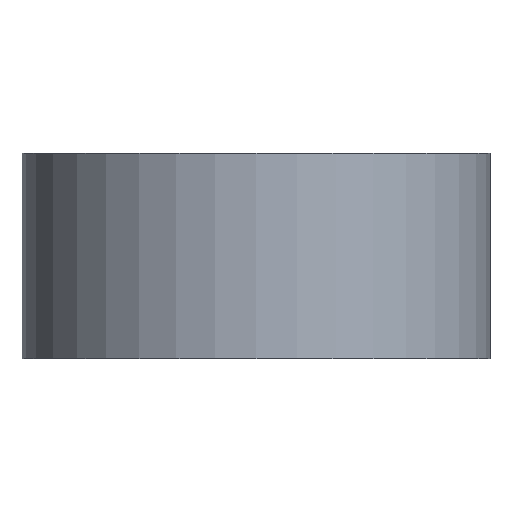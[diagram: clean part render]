
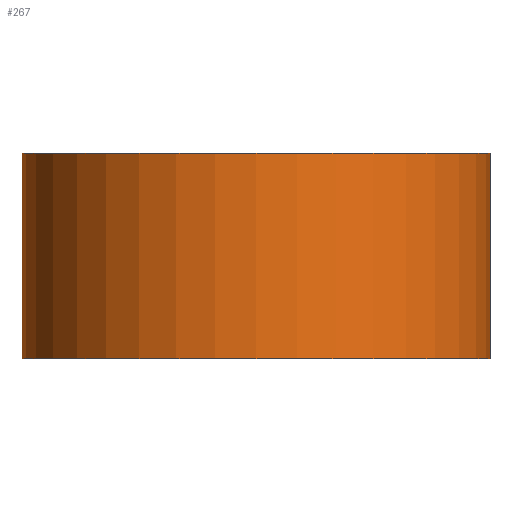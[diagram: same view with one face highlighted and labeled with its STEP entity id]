
A CAD part, front view. The second image highlights one B-rep face of the part: STEP entity #267.
In plain terms, the highlighted cylindrical face has radius 5.125 mm (diameter 10.25 mm), a partial arc.
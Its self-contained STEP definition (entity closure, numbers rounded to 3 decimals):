
#15 = CIRCLE ( 'NONE', #97, 5.125 ) ;
#32 = VECTOR ( 'NONE', #258, 1000. ) ;
#34 = CARTESIAN_POINT ( 'NONE',  ( -5.125, 0., 4.5 ) ) ;
#36 = ORIENTED_EDGE ( 'NONE', *, *, #190, .F. ) ;
#40 = CIRCLE ( 'NONE', #130, 5.125 ) ;
#46 = AXIS2_PLACEMENT_3D ( 'NONE', #259, #146, #195 ) ;
#47 = DIRECTION ( 'NONE',  ( 0., 0., 1. ) ) ;
#51 = CYLINDRICAL_SURFACE ( 'NONE', #46, 5.125 ) ;
#55 = CARTESIAN_POINT ( 'NONE',  ( 5.125, 0., 4.5 ) ) ;
#65 = EDGE_LOOP ( 'NONE', ( #235, #36, #212, #225 ) ) ;
#74 = VERTEX_POINT ( 'NONE', #86 ) ;
#77 = FACE_OUTER_BOUND ( 'NONE', #65, .T. ) ;
#86 = CARTESIAN_POINT ( 'NONE',  ( 5.125, 0., 0. ) ) ;
#94 = CARTESIAN_POINT ( 'NONE',  ( 0., 0., 4.5 ) ) ;
#97 = AXIS2_PLACEMENT_3D ( 'NONE', #217, #167, #285 ) ;
#116 = VERTEX_POINT ( 'NONE', #155 ) ;
#130 = AXIS2_PLACEMENT_3D ( 'NONE', #94, #47, #281 ) ;
#146 = DIRECTION ( 'NONE',  ( 0., 0., -1. ) ) ;
#155 = CARTESIAN_POINT ( 'NONE',  ( -5.125, 0., 0. ) ) ;
#162 = CARTESIAN_POINT ( 'NONE',  ( -5.125, 0., 4.5 ) ) ;
#167 = DIRECTION ( 'NONE',  ( 0., 0., 1. ) ) ;
#189 = VERTEX_POINT ( 'NONE', #162 ) ;
#190 = EDGE_CURVE ( 'NONE', #189, #288, #40, .T. ) ;
#193 = VECTOR ( 'NONE', #233, 1000. ) ;
#195 = DIRECTION ( 'NONE',  ( -1., 0., 0. ) ) ;
#198 = LINE ( 'NONE', #34, #193 ) ;
#199 = EDGE_CURVE ( 'NONE', #189, #116, #198, .T. ) ;
#212 = ORIENTED_EDGE ( 'NONE', *, *, #199, .T. ) ;
#217 = CARTESIAN_POINT ( 'NONE',  ( 0., 0., 0. ) ) ;
#225 = ORIENTED_EDGE ( 'NONE', *, *, #266, .T. ) ;
#233 = DIRECTION ( 'NONE',  ( 0., 0., -1. ) ) ;
#234 = LINE ( 'NONE', #55, #32 ) ;
#235 = ORIENTED_EDGE ( 'NONE', *, *, #282, .F. ) ;
#258 = DIRECTION ( 'NONE',  ( 0., 0., -1. ) ) ;
#259 = CARTESIAN_POINT ( 'NONE',  ( 0., 0., 4.5 ) ) ;
#261 = CARTESIAN_POINT ( 'NONE',  ( 5.125, 0., 4.5 ) ) ;
#266 = EDGE_CURVE ( 'NONE', #116, #74, #15, .T. ) ;
#267 = ADVANCED_FACE ( 'NONE', ( #77 ), #51, .T. ) ;
#281 = DIRECTION ( 'NONE',  ( 1., 0., 0. ) ) ;
#282 = EDGE_CURVE ( 'NONE', #288, #74, #234, .T. ) ;
#285 = DIRECTION ( 'NONE',  ( 1., 0., 0. ) ) ;
#288 = VERTEX_POINT ( 'NONE', #261 ) ;
